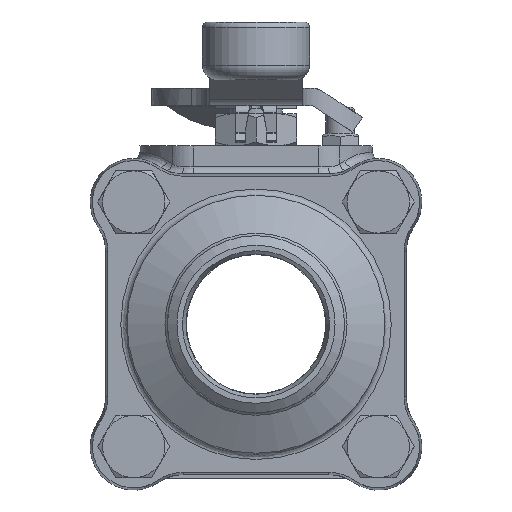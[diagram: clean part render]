
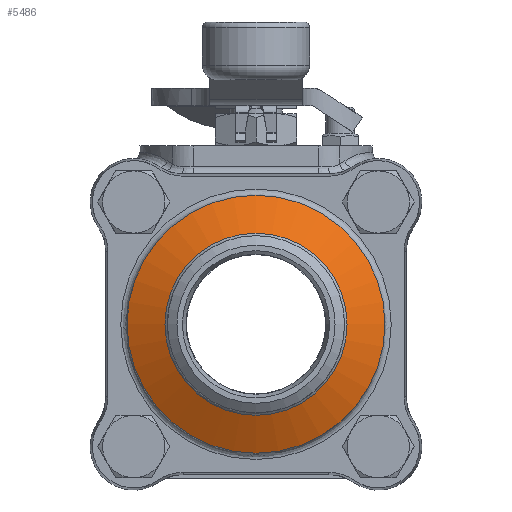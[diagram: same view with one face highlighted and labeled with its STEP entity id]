
A CAD part, front view. The second image highlights one B-rep face of the part: STEP entity #5486.
In plain terms, the highlighted conical face has half-angle 64 degrees and reference radius 29.669 mm.
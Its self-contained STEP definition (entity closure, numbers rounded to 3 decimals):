
#5452=CARTESIAN_POINT('',(0.,27.771,24.836));
#5453=VERTEX_POINT('',#5452);
#5454=CARTESIAN_POINT('',(0.,27.771,0.0));
#5455=DIRECTION('',(0.0,1.0,0.0));
#5456=DIRECTION('',(0.0,0.0,-1.0));
#5457=AXIS2_PLACEMENT_3D('',#5454,#5455,#5456);
#5458=CIRCLE('',#5457,24.836);
#5459=EDGE_CURVE('',#5453,#5453,#5458,.T.);
#5467=CARTESIAN_POINT('',(0.0,25.414,0.0));
#5468=DIRECTION('',(0.0,-1.0,0.0));
#5469=DIRECTION('',(0.0,0.0,1.0));
#5470=AXIS2_PLACEMENT_3D('',#5467,#5468,#5469);
#5471=CONICAL_SURFACE('',#5470,29.669,64.);
#5472=CARTESIAN_POINT('',(0.0,22.729,35.175));
#5473=VERTEX_POINT('',#5472);
#5474=CARTESIAN_POINT('',(0.0,22.729,0.0));
#5475=DIRECTION('',(0.0,1.0,0.0));
#5476=DIRECTION('',(0.0,0.0,1.0));
#5477=AXIS2_PLACEMENT_3D('',#5474,#5475,#5476);
#5478=CIRCLE('',#5477,35.175);
#5479=EDGE_CURVE('',#5473,#5473,#5478,.T.);
#5480=ORIENTED_EDGE('',*,*,#5479,.T.);
#5481=EDGE_LOOP('',(#5480));
#5482=FACE_OUTER_BOUND('',#5481,.T.);
#5483=ORIENTED_EDGE('',*,*,#5459,.F.);
#5484=EDGE_LOOP('',(#5483));
#5485=FACE_BOUND('',#5484,.T.);
#5486=ADVANCED_FACE('',(#5482,#5485),#5471,.T.);
